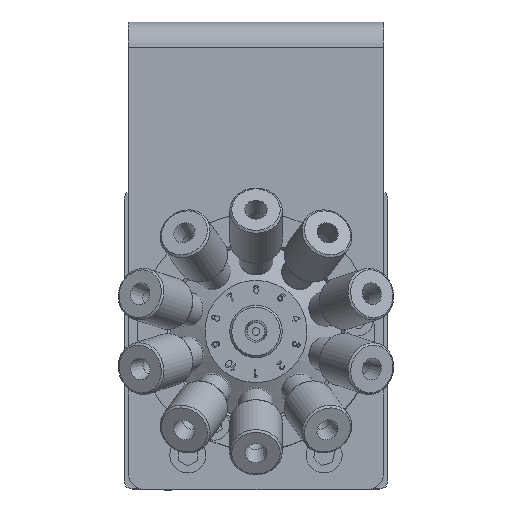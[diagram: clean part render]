
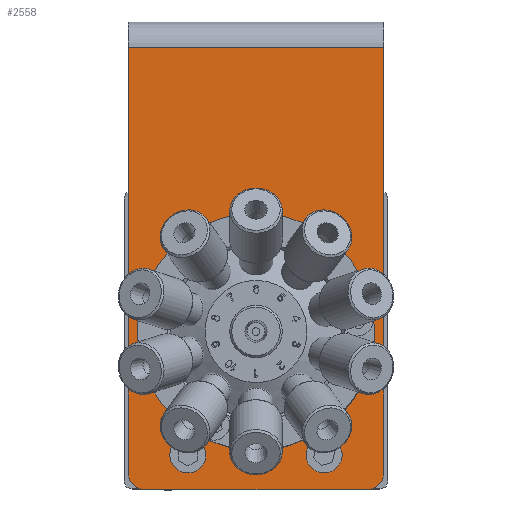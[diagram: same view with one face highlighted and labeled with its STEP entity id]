
A CAD part, top view. The second image highlights one B-rep face of the part: STEP entity #2558.
In plain terms, the highlighted planar face has unit normal (0, 0, 1).
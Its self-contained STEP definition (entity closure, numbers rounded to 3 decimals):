
#2181=CARTESIAN_POINT('',(44.768,-5.332,37.784));
#2182=VERTEX_POINT('',#2181);
#2183=CARTESIAN_POINT('',(41.718,-8.382,37.784));
#2184=VERTEX_POINT('',#2183);
#2185=CARTESIAN_POINT('',(41.718,-5.332,37.784));
#2186=DIRECTION('',(0.,0.,-1.0));
#2187=DIRECTION('',(0.707,-0.707,0.));
#2188=AXIS2_PLACEMENT_3D('',#2185,#2186,#2187);
#2189=CIRCLE('',#2188,3.05);
#2190=EDGE_CURVE('',#2182,#2184,#2189,.T.);
#2225=CARTESIAN_POINT('',(0.193,-8.382,37.784));
#2226=VERTEX_POINT('',#2225);
#2240=CARTESIAN_POINT('',(0.193,-8.382,37.784));
#2241=DIRECTION('',(1.0,0.0,0.0));
#2242=VECTOR('',#2241,41.525);
#2243=LINE('',#2240,#2242);
#2244=EDGE_CURVE('',#2226,#2184,#2243,.T.);
#2254=CARTESIAN_POINT('',(44.768,73.96,37.784));
#2255=VERTEX_POINT('',#2254);
#2265=CARTESIAN_POINT('',(44.768,-5.332,37.784));
#2266=DIRECTION('',(0.0,1.0,0.0));
#2267=VECTOR('',#2266,79.292);
#2268=LINE('',#2265,#2267);
#2269=EDGE_CURVE('',#2182,#2255,#2268,.T.);
#2310=CARTESIAN_POINT('',(2.705,20.955,37.784));
#2311=VERTEX_POINT('',#2310);
#2312=CARTESIAN_POINT('',(20.955,20.955,37.784));
#2313=DIRECTION('',(0.0,0.0,-1.0));
#2314=DIRECTION('',(-1.0,0.0,0.0));
#2315=AXIS2_PLACEMENT_3D('',#2312,#2313,#2314);
#2316=CIRCLE('',#2315,18.25);
#2317=EDGE_CURVE('',#2311,#2311,#2316,.T.);
#2338=CARTESIAN_POINT('',(-2.857,-5.332,37.784));
#2339=VERTEX_POINT('',#2338);
#2340=CARTESIAN_POINT('',(0.193,-5.332,37.784));
#2341=DIRECTION('',(0.,0.,-1.0));
#2342=DIRECTION('',(-0.707,-0.707,0.));
#2343=AXIS2_PLACEMENT_3D('',#2340,#2341,#2342);
#2344=CIRCLE('',#2343,3.05);
#2345=EDGE_CURVE('',#2226,#2339,#2344,.T.);
#2508=CARTESIAN_POINT('',(-2.857,-8.382,37.784));
#2509=DIRECTION('',(0.0,0.0,1.0));
#2510=DIRECTION('',(-1.0,0.0,0.0));
#2511=AXIS2_PLACEMENT_3D('',#2508,#2509,#2510);
#2512=PLANE('',#2511);
#2513=CARTESIAN_POINT('',(-2.857,73.96,37.784));
#2514=VERTEX_POINT('',#2513);
#2515=CARTESIAN_POINT('',(-2.857,73.96,37.784));
#2516=DIRECTION('',(1.0,0.0,0.0));
#2517=VECTOR('',#2516,47.625);
#2518=LINE('',#2515,#2517);
#2519=EDGE_CURVE('',#2514,#2255,#2518,.T.);
#2520=ORIENTED_EDGE('',*,*,#2519,.F.);
#2521=CARTESIAN_POINT('',(-2.857,-5.332,37.784));
#2522=DIRECTION('',(0.0,1.0,0.0));
#2523=VECTOR('',#2522,79.292);
#2524=LINE('',#2521,#2523);
#2525=EDGE_CURVE('',#2339,#2514,#2524,.T.);
#2526=ORIENTED_EDGE('',*,*,#2525,.F.);
#2527=ORIENTED_EDGE('',*,*,#2345,.F.);
#2528=ORIENTED_EDGE('',*,*,#2244,.T.);
#2529=ORIENTED_EDGE('',*,*,#2190,.F.);
#2530=ORIENTED_EDGE('',*,*,#2269,.T.);
#2531=EDGE_LOOP('',(#2520,#2526,#2527,#2528,#2529,#2530));
#2532=FACE_OUTER_BOUND('',#2531,.T.);
#2533=CARTESIAN_POINT('',(6.095,-1.956,37.784));
#2534=VERTEX_POINT('',#2533);
#2535=CARTESIAN_POINT('',(8.255,-1.956,37.784));
#2536=DIRECTION('',(0.0,0.0,-1.0));
#2537=DIRECTION('',(-1.0,0.0,0.0));
#2538=AXIS2_PLACEMENT_3D('',#2535,#2536,#2537);
#2539=CIRCLE('',#2538,2.16);
#2540=EDGE_CURVE('',#2534,#2534,#2539,.T.);
#2541=ORIENTED_EDGE('',*,*,#2540,.T.);
#2542=EDGE_LOOP('',(#2541));
#2543=FACE_BOUND('',#2542,.T.);
#2544=CARTESIAN_POINT('',(31.495,-1.956,37.784));
#2545=VERTEX_POINT('',#2544);
#2546=CARTESIAN_POINT('',(33.655,-1.956,37.784));
#2547=DIRECTION('',(0.0,0.0,-1.0));
#2548=DIRECTION('',(-1.0,0.0,0.0));
#2549=AXIS2_PLACEMENT_3D('',#2546,#2547,#2548);
#2550=CIRCLE('',#2549,2.16);
#2551=EDGE_CURVE('',#2545,#2545,#2550,.T.);
#2552=ORIENTED_EDGE('',*,*,#2551,.T.);
#2553=EDGE_LOOP('',(#2552));
#2554=FACE_BOUND('',#2553,.T.);
#2555=ORIENTED_EDGE('',*,*,#2317,.T.);
#2556=EDGE_LOOP('',(#2555));
#2557=FACE_BOUND('',#2556,.T.);
#2558=ADVANCED_FACE('',(#2532,#2543,#2554,#2557),#2512,.T.);
